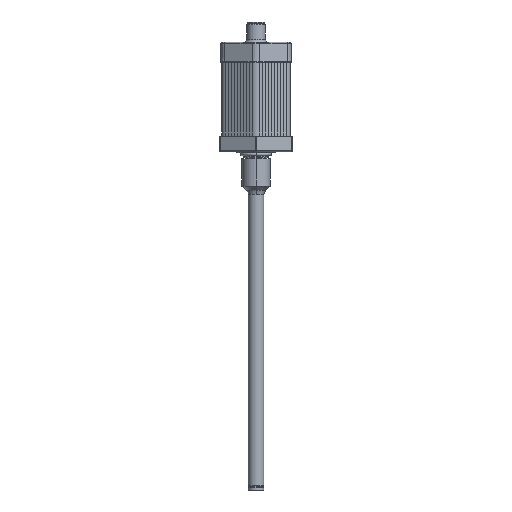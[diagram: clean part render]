
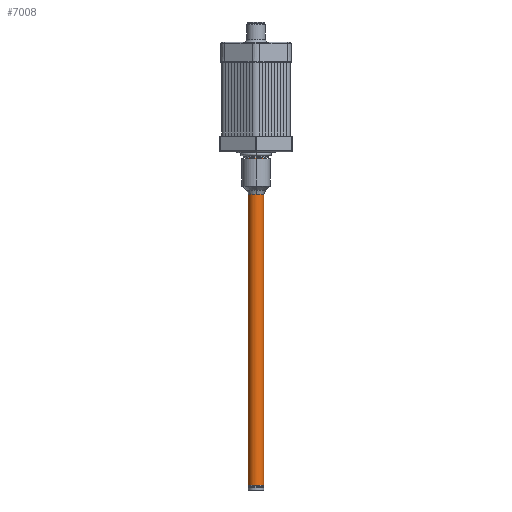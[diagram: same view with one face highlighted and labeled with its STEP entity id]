
A CAD part, front view. The second image highlights one B-rep face of the part: STEP entity #7008.
In plain terms, the highlighted cylindrical face has radius 5 mm (diameter 10 mm), a partial arc.
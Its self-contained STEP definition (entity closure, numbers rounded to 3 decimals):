
#4118 = CARTESIAN_POINT ( 'NONE',  ( -4.931, -0.825, -10. ) ) ;
#5693 = ORIENTED_EDGE ( 'NONE', *, *, #14161, .T. ) ;
#6012 = VERTEX_POINT ( 'NONE', #29700 ) ;
#7008 = ADVANCED_FACE ( 'NONE', ( #31627 ), #19866, .T. ) ;
#8558 = DIRECTION ( 'NONE',  ( 0., 0., 1. ) ) ;
#8916 = VERTEX_POINT ( 'NONE', #4118 ) ;
#10743 = ORIENTED_EDGE ( 'NONE', *, *, #29204, .T. ) ;
#12639 = CARTESIAN_POINT ( 'NONE',  ( 0., 0., -10. ) ) ;
#14117 = CARTESIAN_POINT ( 'NONE',  ( -4.931, -0.825, -222. ) ) ;
#14161 = EDGE_CURVE ( 'NONE', #26624, #35379, #34078, .T. ) ;
#14901 = CARTESIAN_POINT ( 'NONE',  ( 4.931, 0.825, -222. ) ) ;
#16355 = AXIS2_PLACEMENT_3D ( 'NONE', #12639, #21656, #33787 ) ;
#17192 = LINE ( 'NONE', #27623, #33166 ) ;
#17748 = DIRECTION ( 'NONE',  ( 0., 0., 1. ) ) ;
#18484 = DIRECTION ( 'NONE',  ( 0., 0., -1. ) ) ;
#19271 = AXIS2_PLACEMENT_3D ( 'NONE', #26559, #8558, #29629 ) ;
#19866 = CYLINDRICAL_SURFACE ( 'NONE', #16355, 5. ) ;
#20768 = EDGE_CURVE ( 'NONE', #8916, #6012, #29926, .T. ) ;
#20909 = CARTESIAN_POINT ( 'NONE',  ( 4.931, 0.825, -10. ) ) ;
#21655 = LINE ( 'NONE', #20909, #36761 ) ;
#21656 = DIRECTION ( 'NONE',  ( 0., 0., -1. ) ) ;
#22793 = AXIS2_PLACEMENT_3D ( 'NONE', #35804, #17748, #38854 ) ;
#23901 = DIRECTION ( 'NONE',  ( 0., 0., -1. ) ) ;
#25702 = ORIENTED_EDGE ( 'NONE', *, *, #20768, .F. ) ;
#26559 = CARTESIAN_POINT ( 'NONE',  ( 0., 0., -10. ) ) ;
#26624 = VERTEX_POINT ( 'NONE', #14117 ) ;
#27623 = CARTESIAN_POINT ( 'NONE',  ( -4.931, -0.825, -10. ) ) ;
#28419 = ORIENTED_EDGE ( 'NONE', *, *, #30945, .F. ) ;
#29204 = EDGE_CURVE ( 'NONE', #8916, #26624, #17192, .T. ) ;
#29629 = DIRECTION ( 'NONE',  ( 0.986, 0.165, 0. ) ) ;
#29700 = CARTESIAN_POINT ( 'NONE',  ( 4.931, 0.825, -10. ) ) ;
#29926 = CIRCLE ( 'NONE', #19271, 5. ) ;
#30945 = EDGE_CURVE ( 'NONE', #6012, #35379, #21655, .T. ) ;
#31627 = FACE_OUTER_BOUND ( 'NONE', #32359, .T. ) ;
#32359 = EDGE_LOOP ( 'NONE', ( #28419, #25702, #10743, #5693 ) ) ;
#33166 = VECTOR ( 'NONE', #18484, 1000. ) ;
#33787 = DIRECTION ( 'NONE',  ( -0.986, -0.165, 0. ) ) ;
#34078 = CIRCLE ( 'NONE', #22793, 5. ) ;
#35379 = VERTEX_POINT ( 'NONE', #14901 ) ;
#35804 = CARTESIAN_POINT ( 'NONE',  ( 0., 0., -222. ) ) ;
#36761 = VECTOR ( 'NONE', #23901, 1000. ) ;
#38854 = DIRECTION ( 'NONE',  ( 0.986, 0.165, 0. ) ) ;
